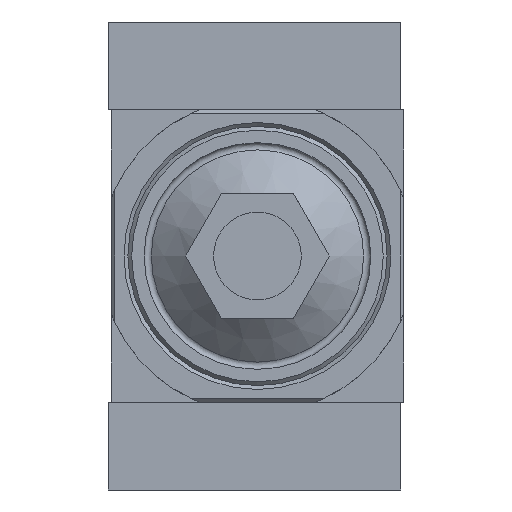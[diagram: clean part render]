
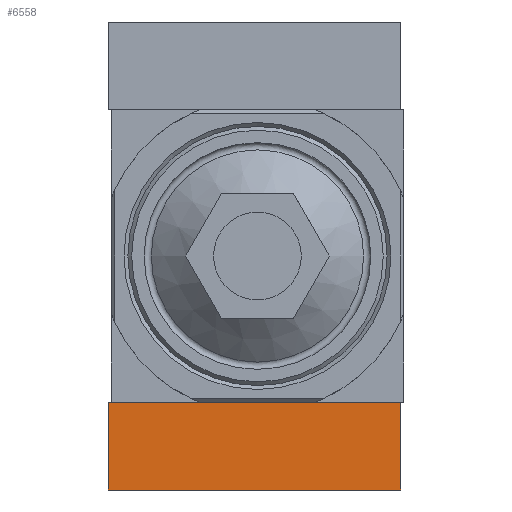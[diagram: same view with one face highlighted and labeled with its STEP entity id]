
A CAD part, front view. The second image highlights one B-rep face of the part: STEP entity #6558.
In plain terms, the highlighted face is planar.
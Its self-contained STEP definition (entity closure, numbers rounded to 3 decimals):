
#532=LINE('',#10217,#869);
#537=LINE('',#10231,#874);
#539=LINE('',#10235,#876);
#540=LINE('',#10236,#877);
#869=VECTOR('',#8274,1000.);
#874=VECTOR('',#8287,1000.);
#876=VECTOR('',#8291,1000.);
#877=VECTOR('',#8292,1000.);
#1888=ORIENTED_EDGE('',*,*,#2894,.T.);
#1889=ORIENTED_EDGE('',*,*,#2885,.F.);
#1890=ORIENTED_EDGE('',*,*,#2895,.F.);
#1891=ORIENTED_EDGE('',*,*,#2892,.T.);
#2885=EDGE_CURVE('',#3482,#3479,#532,.T.);
#2892=EDGE_CURVE('',#3488,#3487,#537,.T.);
#2894=EDGE_CURVE('',#3487,#3479,#539,.T.);
#2895=EDGE_CURVE('',#3488,#3482,#540,.T.);
#3479=VERTEX_POINT('',#10211);
#3482=VERTEX_POINT('',#10216);
#3487=VERTEX_POINT('',#10230);
#3488=VERTEX_POINT('',#10232);
#4225=EDGE_LOOP('',(#1888,#1889,#1890,#1891));
#4700=FACE_BOUND('',#4225,.T.);
#5012=PLANE('',#7096);
#6558=ADVANCED_FACE('',(#4700),#5012,.F.);
#7096=AXIS2_PLACEMENT_3D('',#10234,#8289,#8290);
#8274=DIRECTION('',(0.,0.,-1.));
#8287=DIRECTION('',(0.,0.,-1.));
#8289=DIRECTION('',(0.,-1.,0.));
#8290=DIRECTION('',(0.,0.,-1.));
#8291=DIRECTION('',(-1.,0.,0.));
#8292=DIRECTION('',(-1.,0.,0.));
#10211=CARTESIAN_POINT('',(-20.,10.,-6.));
#10216=CARTESIAN_POINT('',(-20.,10.,6.));
#10217=CARTESIAN_POINT('',(-20.,10.,6.));
#10230=CARTESIAN_POINT('',(20.,10.,-6.));
#10231=CARTESIAN_POINT('',(20.,10.,6.));
#10232=CARTESIAN_POINT('',(20.,10.,6.));
#10234=CARTESIAN_POINT('',(20.,10.,6.));
#10235=CARTESIAN_POINT('',(20.,10.,-6.));
#10236=CARTESIAN_POINT('',(20.,10.,6.));
